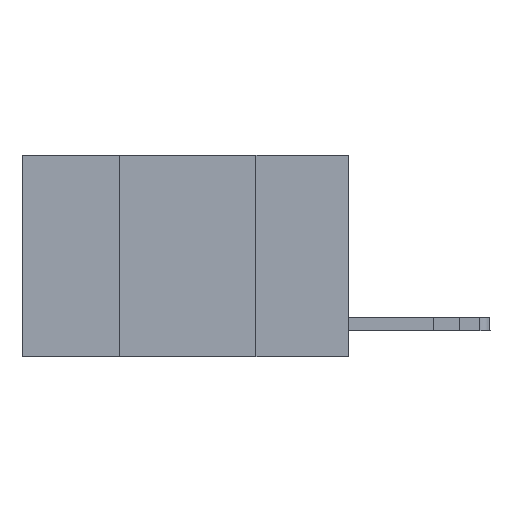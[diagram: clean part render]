
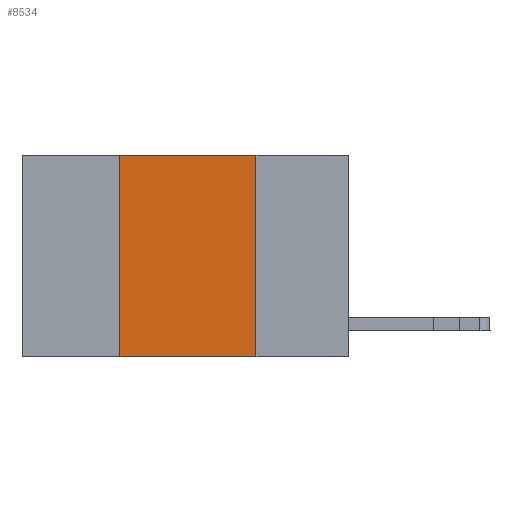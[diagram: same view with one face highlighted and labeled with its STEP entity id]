
A CAD part, left-side view. The second image highlights one B-rep face of the part: STEP entity #8534.
In plain terms, the highlighted planar face has unit normal (-1, 0, 0).
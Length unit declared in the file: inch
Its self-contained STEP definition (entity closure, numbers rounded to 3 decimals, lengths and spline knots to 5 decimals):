
#281 = CARTESIAN_POINT ( 'NONE',  ( 0., 0.17, 0. ) ) ;
#629 = VECTOR ( 'NONE', #6355, 39.37008 ) ;
#795 = VECTOR ( 'NONE', #2188, 39.37008 ) ;
#1511 = EDGE_LOOP ( 'NONE', ( #11580, #9669, #5188, #9445 ) ) ;
#1700 = DIRECTION ( 'NONE',  ( 0., -1., 0. ) ) ;
#1801 = VERTEX_POINT ( 'NONE', #7510 ) ;
#1830 = CARTESIAN_POINT ( 'NONE',  ( 0., 0.42, 0. ) ) ;
#2188 = DIRECTION ( 'NONE',  ( 0., 0., -1. ) ) ;
#2352 = EDGE_CURVE ( 'NONE', #6893, #5391, #3540, .T. ) ;
#2448 = DIRECTION ( 'NONE',  ( 1., 0., 0. ) ) ;
#2562 = DIRECTION ( 'NONE',  ( 0., 0., -1. ) ) ;
#3540 = LINE ( 'NONE', #4563, #629 ) ;
#3626 = CARTESIAN_POINT ( 'NONE',  ( 0., 0.6, -0.37 ) ) ;
#3682 = AXIS2_PLACEMENT_3D ( 'NONE', #7097, #2448, #2562 ) ;
#4563 = CARTESIAN_POINT ( 'NONE',  ( 0., 0.42, 0. ) ) ;
#5160 = VERTEX_POINT ( 'NONE', #7840 ) ;
#5188 = ORIENTED_EDGE ( 'NONE', *, *, #2352, .F. ) ;
#5391 = VERTEX_POINT ( 'NONE', #1830 ) ;
#5691 = DIRECTION ( 'NONE',  ( 0., -1., 0. ) ) ;
#6341 = EDGE_CURVE ( 'NONE', #6893, #1801, #10926, .T. ) ;
#6355 = DIRECTION ( 'NONE',  ( 0., 0., 1. ) ) ;
#6611 = CARTESIAN_POINT ( 'NONE',  ( 0., 0.42, -0.37 ) ) ;
#6893 = VERTEX_POINT ( 'NONE', #6611 ) ;
#7097 = CARTESIAN_POINT ( 'NONE',  ( 0., 0.6, 0. ) ) ;
#7307 = VECTOR ( 'NONE', #5691, 39.37008 ) ;
#7510 = CARTESIAN_POINT ( 'NONE',  ( 0., 0.17, -0.37 ) ) ;
#7840 = CARTESIAN_POINT ( 'NONE',  ( 0., 0.17, 0. ) ) ;
#8089 = FACE_OUTER_BOUND ( 'NONE', #1511, .T. ) ;
#8526 = VECTOR ( 'NONE', #1700, 39.37008 ) ;
#8534 = ADVANCED_FACE ( 'NONE', ( #8089 ), #10900, .F. ) ;
#8678 = EDGE_CURVE ( 'NONE', #5160, #1801, #9527, .T. ) ;
#9445 = ORIENTED_EDGE ( 'NONE', *, *, #6341, .T. ) ;
#9527 = LINE ( 'NONE', #281, #795 ) ;
#9669 = ORIENTED_EDGE ( 'NONE', *, *, #11533, .F. ) ;
#10900 = PLANE ( 'NONE',  #3682 ) ;
#10926 = LINE ( 'NONE', #3626, #8526 ) ;
#11317 = CARTESIAN_POINT ( 'NONE',  ( 0., 0.6, 0. ) ) ;
#11441 = LINE ( 'NONE', #11317, #7307 ) ;
#11533 = EDGE_CURVE ( 'NONE', #5391, #5160, #11441, .T. ) ;
#11580 = ORIENTED_EDGE ( 'NONE', *, *, #8678, .F. ) ;
